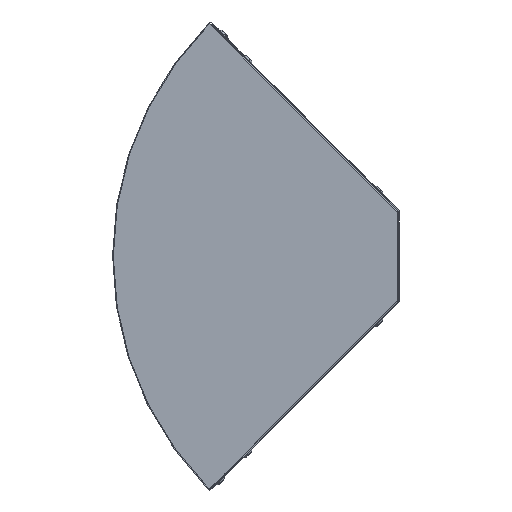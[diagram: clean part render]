
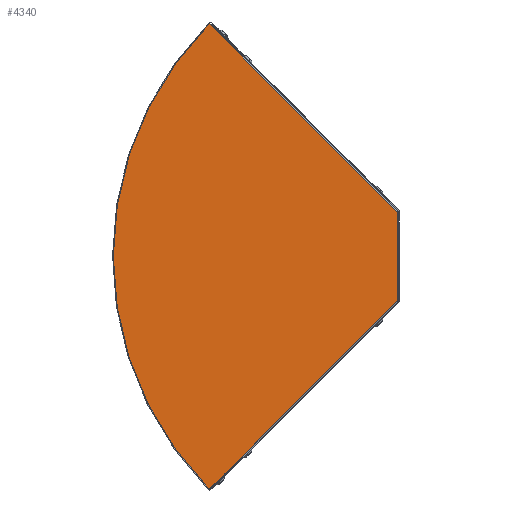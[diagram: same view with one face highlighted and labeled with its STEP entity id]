
A CAD part, front view. The second image highlights one B-rep face of the part: STEP entity #4340.
In plain terms, the highlighted face is planar.
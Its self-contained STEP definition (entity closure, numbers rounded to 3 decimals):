
#3474=CARTESIAN_POINT('',(1.,201.586,0.0));
#3475=VERTEX_POINT('',#3474);
#3486=CARTESIAN_POINT('',(1.,0.002,0.));
#3487=VERTEX_POINT('',#3486);
#3488=CARTESIAN_POINT('',(1.,0.002,0.0));
#3489=DIRECTION('',(0.0,1.0,0.0));
#3490=VECTOR('',#3489,201.584);
#3491=LINE('',#3488,#3490);
#3492=EDGE_CURVE('',#3487,#3475,#3491,.T.);
#3766=CARTESIAN_POINT('',(48.414,249.0,0.));
#3767=VERTEX_POINT('',#3766);
#3778=CARTESIAN_POINT('',(1.,201.586,0.0));
#3779=DIRECTION('',(0.707,0.707,0.0));
#3780=VECTOR('',#3779,67.054);
#3781=LINE('',#3778,#3780);
#3782=EDGE_CURVE('',#3475,#3767,#3781,.T.);
#4037=CARTESIAN_POINT('',(249.998,249.0,0.));
#4038=VERTEX_POINT('',#4037);
#4049=CARTESIAN_POINT('',(48.414,249.0,0.0));
#4050=DIRECTION('',(1.0,0.0,0.0));
#4051=VECTOR('',#4050,201.584);
#4052=LINE('',#4049,#4051);
#4053=EDGE_CURVE('',#3767,#4038,#4052,.T.);
#4311=CARTESIAN_POINT('',(0.,250.0,0.0));
#4312=DIRECTION('',(0.0,0.0,1.0));
#4313=DIRECTION('',(0.0,-1.0,0.0));
#4314=AXIS2_PLACEMENT_3D('',#4311,#4312,#4313);
#4315=CIRCLE('',#4314,250.0);
#4316=EDGE_CURVE('',#3487,#4038,#4315,.T.);
#4329=CARTESIAN_POINT('',(107.44,142.56,0.0));
#4330=DIRECTION('',(0.0,0.0,1.0));
#4331=DIRECTION('',(1.0,0.0,0.0));
#4332=AXIS2_PLACEMENT_3D('',#4329,#4330,#4331);
#4333=PLANE('',#4332);
#4334=ORIENTED_EDGE('',*,*,#3492,.T.);
#4335=ORIENTED_EDGE('',*,*,#3782,.T.);
#4336=ORIENTED_EDGE('',*,*,#4053,.T.);
#4337=ORIENTED_EDGE('',*,*,#4316,.F.);
#4338=EDGE_LOOP('',(#4334,#4335,#4336,#4337));
#4339=FACE_OUTER_BOUND('',#4338,.T.);
#4340=ADVANCED_FACE('',(#4339),#4333,.F.);
